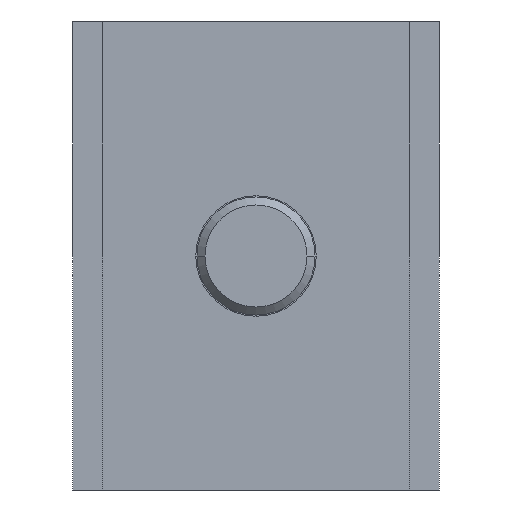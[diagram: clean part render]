
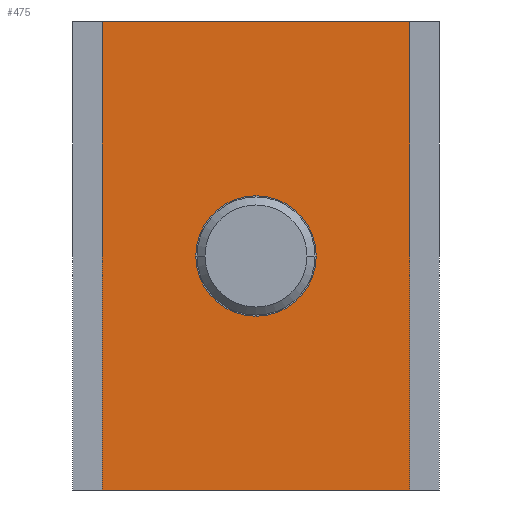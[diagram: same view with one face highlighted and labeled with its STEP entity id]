
A CAD part, front view. The second image highlights one B-rep face of the part: STEP entity #475.
In plain terms, the highlighted planar face has unit normal (0, -1, 0).
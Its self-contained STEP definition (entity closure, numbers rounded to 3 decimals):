
#331=VERTEX_POINT('',#901);
#349=EDGE_CURVE('',#493,#331,#921,.T.);
#395=VERTEX_POINT('',#973);
#401=VERTEX_POINT('',#980);
#415=EDGE_CURVE('',#531,#779,#996,.T.);
#475=ADVANCED_FACE('',(#1059,#1060),#1061,.T.);
#485=EDGE_CURVE('',#401,#493,#1071,.T.);
#493=VERTEX_POINT('',#1079);
#531=VERTEX_POINT('',#1121);
#603=EDGE_CURVE('',#395,#401,#1208,.T.);
#633=EDGE_CURVE('',#779,#531,#1241,.T.);
#687=EDGE_CURVE('',#395,#331,#1296,.T.);
#779=VERTEX_POINT('',#1397);
#901=CARTESIAN_POINT('',(-10.4,0.,15.85));
#921=LINE('',#1557,#1558);
#973=CARTESIAN_POINT('',(-10.4,0.,-15.85));
#980=CARTESIAN_POINT('',(10.4,0.,-15.85));
#996=CIRCLE('',#1658,4.08);
#1059=FACE_BOUND('',#1758,.T.);
#1060=FACE_OUTER_BOUND('',#1759,.T.);
#1061=PLANE('',#1760);
#1071=LINE('',#1773,#1774);
#1079=CARTESIAN_POINT('',(10.4,0.,15.85));
#1121=CARTESIAN_POINT('',(4.08,0.,0.));
#1208=LINE('',#1947,#1948);
#1241=CIRCLE('',#1998,4.08);
#1296=LINE('',#2079,#2080);
#1397=CARTESIAN_POINT('',(-4.08,0.,0.));
#1557=CARTESIAN_POINT('',(-10.4,0.,15.85));
#1558=VECTOR('',#2373,1.0);
#1658=AXIS2_PLACEMENT_3D('',#2463,#2464,#2465);
#1758=EDGE_LOOP('',(#2512,#2513));
#1759=EDGE_LOOP('',(#2514,#2515,#2516,#2517));
#1760=AXIS2_PLACEMENT_3D('',#2518,#2519,#2520);
#1773=CARTESIAN_POINT('',(10.4,0.,-15.85));
#1774=VECTOR('',#2522,1.0);
#1947=CARTESIAN_POINT('',(-10.4,0.,-15.85));
#1948=VECTOR('',#2725,1.0);
#1998=AXIS2_PLACEMENT_3D('',#2757,#2758,#2759);
#2079=CARTESIAN_POINT('',(-10.4,0.,-15.85));
#2080=VECTOR('',#2788,1.0);
#2373=DIRECTION('',(-1.0,-0.0,-0.0));
#2463=CARTESIAN_POINT('',(0.0,0.,0.0));
#2464=DIRECTION('',(-0.0,1.0,0.0));
#2465=DIRECTION('',(1.0,0.0,0.0));
#2512=ORIENTED_EDGE('',*,*,#633,.T.);
#2513=ORIENTED_EDGE('',*,*,#415,.T.);
#2514=ORIENTED_EDGE('',*,*,#349,.T.);
#2515=ORIENTED_EDGE('',*,*,#687,.F.);
#2516=ORIENTED_EDGE('',*,*,#603,.T.);
#2517=ORIENTED_EDGE('',*,*,#485,.T.);
#2518=CARTESIAN_POINT('',(10.4,0.,-15.85));
#2519=DIRECTION('',(0.0,-1.0,0.0));
#2520=DIRECTION('',(1.0,0.0,0.0));
#2522=DIRECTION('',(0.0,0.0,1.0));
#2725=DIRECTION('',(1.0,0.0,0.0));
#2757=CARTESIAN_POINT('',(0.0,0.,0.0));
#2758=DIRECTION('',(-0.0,1.0,0.0));
#2759=DIRECTION('',(1.0,0.0,0.0));
#2788=DIRECTION('',(0.0,0.0,1.0));
